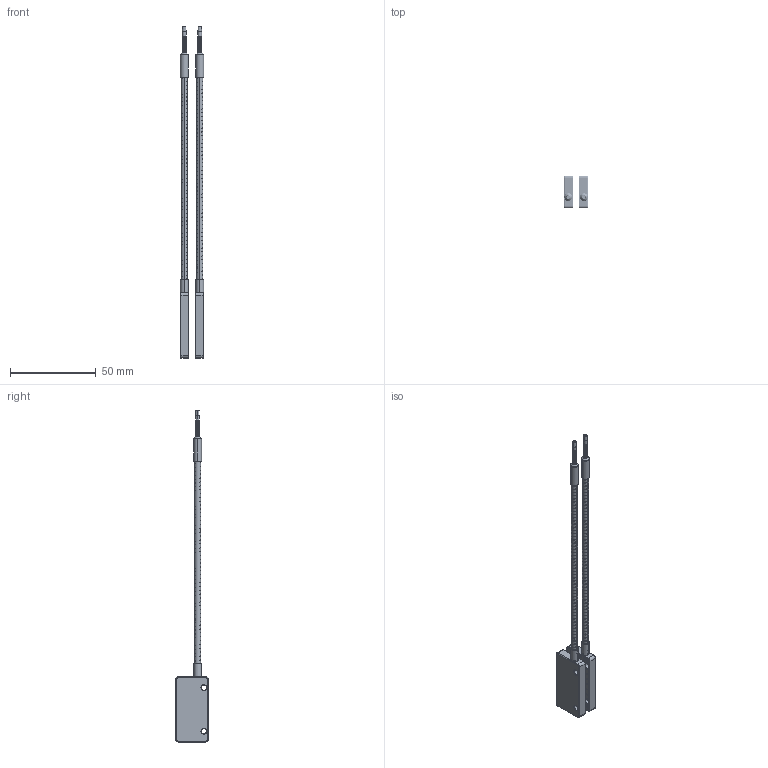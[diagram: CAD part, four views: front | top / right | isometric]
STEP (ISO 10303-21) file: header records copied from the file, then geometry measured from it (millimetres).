
FILE_DESCRIPTION((''),'2;1');
FILE_NAME('193368_ASM','2016-03-02T',('pdmadmin'),(''),'PRO/ENGINEER BY PARAMETRIC TECHNOLOGY CORPORATION, 2013230','PRO/ENGINEER BY PARAMETRIC TECHNOLOGY CORPORATION, 2013230','');
FILE_SCHEMA(('CONFIG_CONTROL_DESIGN'));
Products named in the file (10): 58157_AF0; 58160_AF0; 116134; 10143; FIBER_CORE_010_0-25; 110534; 110532; 14666_ASM; 14666_POTTING; 193368_ASM
Assembly tree (45 placements, depth 3):
  193368_ASM
    14666_ASM
      58157_AF0
      58160_AF0
      116134  x2
      10143  x2
      FIBER_CORE_010_0-25  x32
      110534  x2
      110532  x2
    14666_POTTING  x2
Bounding box: 14 x 19.05 x 193.87 mm (x, y, z)
Volume: 9790.2 mm3; surface area: 25023.2 mm2
Topology: 60 solids, 60 shells, 2045 faces, 4603 edges, 2732 vertices
Faces by surface type: plane 735, cylinder 468, torus 426, cone 288, bspline 126, sphere 2
Entity records: 51776 total; most frequent: CARTESIAN_POINT 19505, DIRECTION 6917, ORIENTED_EDGE 6470, EDGE_CURVE 3235, AXIS2_PLACEMENT_3D 2440, VECTOR 2037, LINE 2037, VERTEX_POINT 1974
